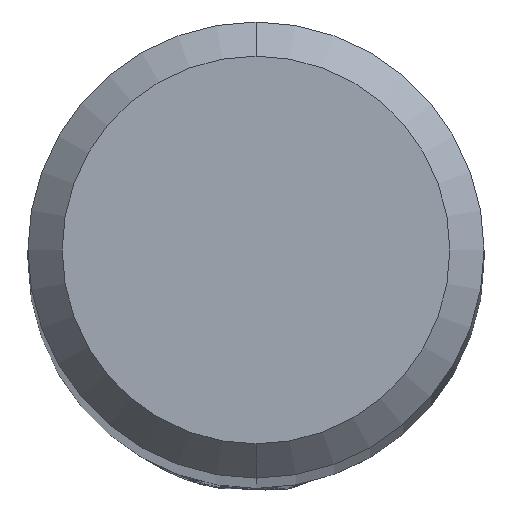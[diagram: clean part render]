
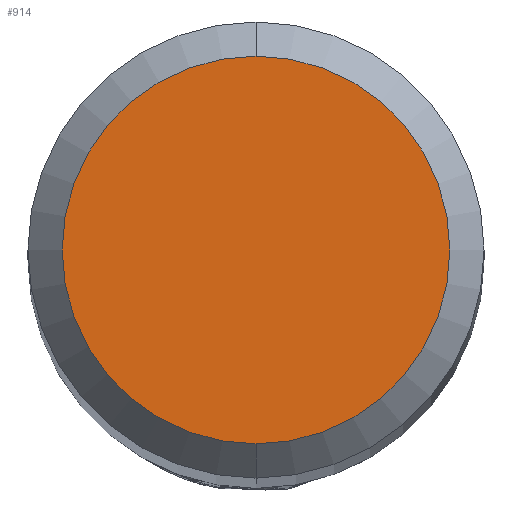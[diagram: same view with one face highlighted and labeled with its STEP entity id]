
A CAD part, top view. The second image highlights one B-rep face of the part: STEP entity #914.
In plain terms, the highlighted planar face has unit normal (0, 0, 1).
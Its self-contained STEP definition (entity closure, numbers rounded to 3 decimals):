
#528=VERTEX_POINT('',#1296);
#640=EDGE_CURVE('',#798,#528,#1416,.T.);
#798=VERTEX_POINT('',#1586);
#910=EDGE_CURVE('',#528,#798,#1704,.T.);
#914=ADVANCED_FACE('',(#1709),#1710,.T.);
#1296=CARTESIAN_POINT('',(0.,-1.7,0.0));
#1416=CIRCLE('',#9376,1.7);
#1586=CARTESIAN_POINT('',(0.0,1.7,0.0));
#1704=CIRCLE('',#15711,1.7);
#1709=FACE_OUTER_BOUND('',#15716,.T.);
#1710=PLANE('',#15717);
#9376=AXIS2_PLACEMENT_3D('',#27154,#27155,#27156);
#15711=AXIS2_PLACEMENT_3D('',#27408,#27409,#27410);
#15716=EDGE_LOOP('',(#27420,#27421));
#15717=AXIS2_PLACEMENT_3D('',#27422,#27423,#27424);
#27154=CARTESIAN_POINT('',(0.0,0.0,0.0));
#27155=DIRECTION('',(0.0,0.0,-1.0));
#27156=DIRECTION('',(0.0,1.0,0.0));
#27408=CARTESIAN_POINT('',(0.0,0.0,0.0));
#27409=DIRECTION('',(0.0,0.0,-1.0));
#27410=DIRECTION('',(0.0,1.0,0.0));
#27420=ORIENTED_EDGE('',*,*,#640,.F.);
#27421=ORIENTED_EDGE('',*,*,#910,.F.);
#27422=CARTESIAN_POINT('',(0.0,0.85,0.0));
#27423=DIRECTION('',(-0.0,0.0,1.0));
#27424=DIRECTION('',(0.0,-1.0,0.0));
